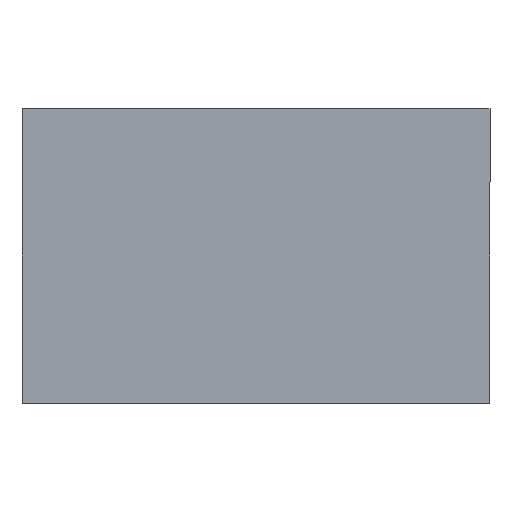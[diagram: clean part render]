
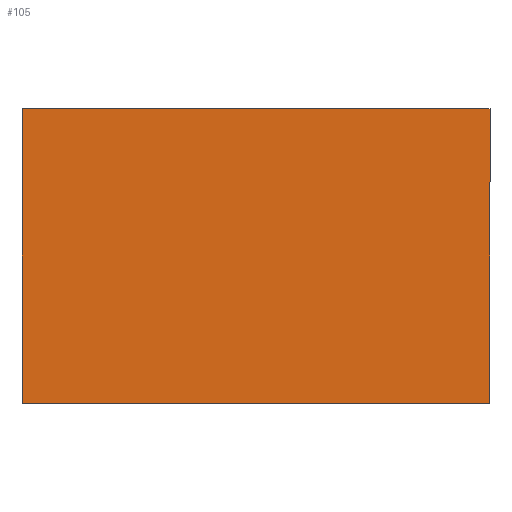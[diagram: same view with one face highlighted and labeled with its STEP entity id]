
A CAD part, front view. The second image highlights one B-rep face of the part: STEP entity #105.
In plain terms, the highlighted planar face has unit normal (0, -1, 0).
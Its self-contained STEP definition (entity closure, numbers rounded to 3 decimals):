
#19 = EDGE_CURVE ( 'NONE', #169, #115, #120, .T. ) ;
#21 = ORIENTED_EDGE ( 'NONE', *, *, #186, .F. ) ;
#24 = ORIENTED_EDGE ( 'NONE', *, *, #85, .F. ) ;
#28 = CARTESIAN_POINT ( 'NONE',  ( -355.5, 0., -224. ) ) ;
#32 = ORIENTED_EDGE ( 'NONE', *, *, #19, .F. ) ;
#40 = VERTEX_POINT ( 'NONE', #28 ) ;
#46 = CARTESIAN_POINT ( 'NONE',  ( 0., 0., 0. ) ) ;
#68 = VECTOR ( 'NONE', #142, 1000. ) ;
#72 = EDGE_CURVE ( 'NONE', #129, #169, #174, .T. ) ;
#80 = CARTESIAN_POINT ( 'NONE',  ( -355.5, 0., 224. ) ) ;
#85 = EDGE_CURVE ( 'NONE', #40, #129, #157, .T. ) ;
#93 = LINE ( 'NONE', #177, #68 ) ;
#96 = FACE_OUTER_BOUND ( 'NONE', #163, .T. ) ;
#105 = ADVANCED_FACE ( 'NONE', ( #96 ), #123, .F. ) ;
#108 = DIRECTION ( 'NONE',  ( 0., 0., 1. ) ) ;
#115 = VERTEX_POINT ( 'NONE', #172 ) ;
#120 = LINE ( 'NONE', #168, #141 ) ;
#123 = PLANE ( 'NONE',  #156 ) ;
#129 = VERTEX_POINT ( 'NONE', #80 ) ;
#134 = VECTOR ( 'NONE', #108, 1000. ) ;
#140 = DIRECTION ( 'NONE',  ( 1., 0., 0. ) ) ;
#141 = VECTOR ( 'NONE', #196, 1000. ) ;
#142 = DIRECTION ( 'NONE',  ( -1., 0., 0. ) ) ;
#143 = CARTESIAN_POINT ( 'NONE',  ( -355.5, 0., 224. ) ) ;
#146 = VECTOR ( 'NONE', #140, 1000. ) ;
#156 = AXIS2_PLACEMENT_3D ( 'NONE', #46, #188, #178 ) ;
#157 = LINE ( 'NONE', #191, #134 ) ;
#163 = EDGE_LOOP ( 'NONE', ( #32, #180, #24, #21 ) ) ;
#168 = CARTESIAN_POINT ( 'NONE',  ( 355.5, 0., -224. ) ) ;
#169 = VERTEX_POINT ( 'NONE', #189 ) ;
#172 = CARTESIAN_POINT ( 'NONE',  ( 355.5, 0., -224. ) ) ;
#174 = LINE ( 'NONE', #143, #146 ) ;
#177 = CARTESIAN_POINT ( 'NONE',  ( -355.5, 0., -224. ) ) ;
#178 = DIRECTION ( 'NONE',  ( 0., 0., 1. ) ) ;
#180 = ORIENTED_EDGE ( 'NONE', *, *, #72, .F. ) ;
#186 = EDGE_CURVE ( 'NONE', #115, #40, #93, .T. ) ;
#188 = DIRECTION ( 'NONE',  ( 0., 1., 0. ) ) ;
#189 = CARTESIAN_POINT ( 'NONE',  ( 355.5, 0., 224. ) ) ;
#191 = CARTESIAN_POINT ( 'NONE',  ( -355.5, 0., -224. ) ) ;
#196 = DIRECTION ( 'NONE',  ( 0., 0., -1. ) ) ;
